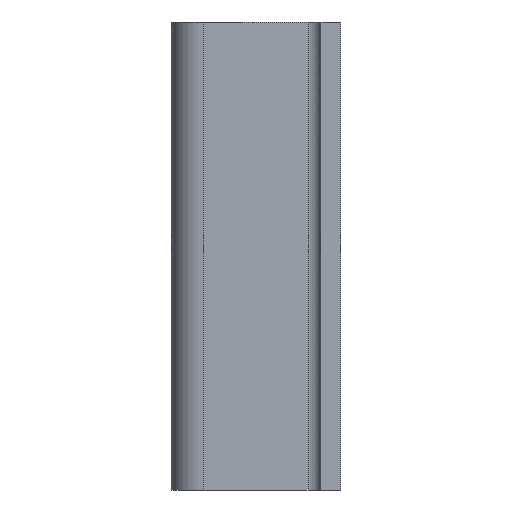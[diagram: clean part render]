
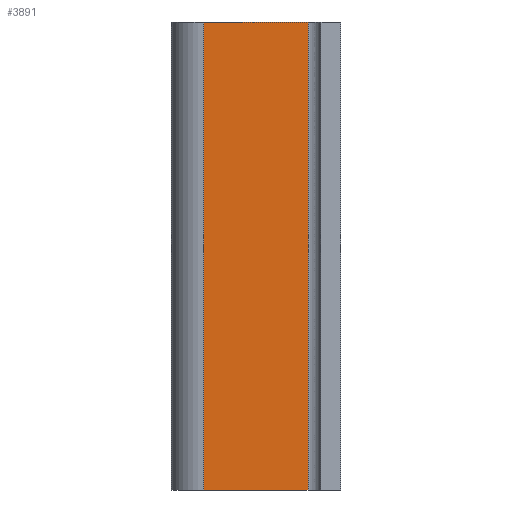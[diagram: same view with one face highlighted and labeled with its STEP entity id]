
A CAD part, left-side view. The second image highlights one B-rep face of the part: STEP entity #3891.
In plain terms, the highlighted planar face has unit normal (-1, 0, 0).
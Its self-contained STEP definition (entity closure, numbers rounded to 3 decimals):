
#50=DIRECTION('',(0.,-1.,0.));
#51=VECTOR('',#50,8.);
#52=CARTESIAN_POINT('',(-30.,10.5,18.));
#53=LINE('',#52,#51);
#1113=DIRECTION('',(0.,0.,-1.));
#1114=VECTOR('',#1113,36.);
#1115=CARTESIAN_POINT('',(-30.,10.5,18.));
#1116=LINE('',#1115,#1114);
#1117=DIRECTION('',(0.,0.,-1.));
#1118=VECTOR('',#1117,36.);
#1119=CARTESIAN_POINT('',(-30.,2.5,18.));
#1120=LINE('',#1119,#1118);
#1200=DIRECTION('',(0.,-1.,0.));
#1201=VECTOR('',#1200,8.);
#1202=CARTESIAN_POINT('',(-30.,10.5,-18.));
#1203=LINE('',#1202,#1201);
#2369=CARTESIAN_POINT('',(-30.,10.5,18.));
#2370=VERTEX_POINT('',#2369);
#2371=CARTESIAN_POINT('',(-30.,2.5,18.));
#2372=VERTEX_POINT('',#2371);
#2409=CARTESIAN_POINT('',(-30.,10.5,-18.));
#2410=VERTEX_POINT('',#2409);
#2411=CARTESIAN_POINT('',(-30.,2.5,-18.));
#2412=VERTEX_POINT('',#2411);
#3878=CARTESIAN_POINT('',(-30.,10.5,18.));
#3879=DIRECTION('',(-1.,0.,0.));
#3880=DIRECTION('',(0.,-1.,0.));
#3881=AXIS2_PLACEMENT_3D('',#3878,#3879,#3880);
#3882=PLANE('',#3881);
#3883=ORIENTED_EDGE('',*,*,#3082,.T.);
#3885=ORIENTED_EDGE('',*,*,#3884,.T.);
#3887=ORIENTED_EDGE('',*,*,#3886,.F.);
#3888=ORIENTED_EDGE('',*,*,#3870,.F.);
#3889=EDGE_LOOP('',(#3883,#3885,#3887,#3888));
#3890=FACE_OUTER_BOUND('',#3889,.F.);
#3891=ADVANCED_FACE('',(#3890),#3882,.T.);
#3082=EDGE_CURVE('',#2370,#2372,#53,.T.);
#3870=EDGE_CURVE('',#2370,#2410,#1116,.T.);
#3884=EDGE_CURVE('',#2372,#2412,#1120,.T.);
#3886=EDGE_CURVE('',#2410,#2412,#1203,.T.);
